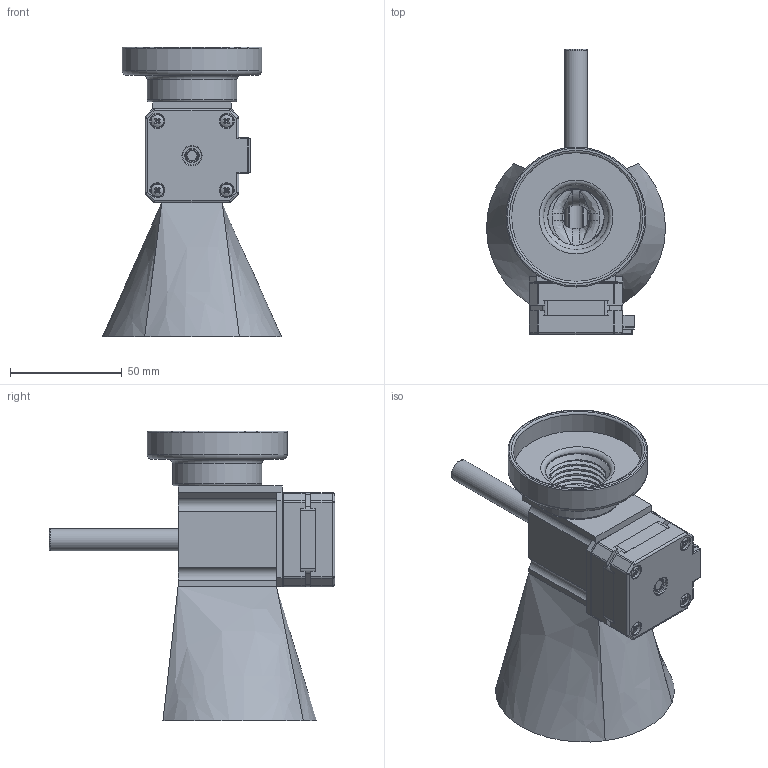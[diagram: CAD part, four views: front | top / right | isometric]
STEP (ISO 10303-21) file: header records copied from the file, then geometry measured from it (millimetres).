
FILE_DESCRIPTION(/* description */ (''),/* implementation_level */ '2;1');
FILE_NAME(/* name */ 'Trickler_Full.step',/* time_stamp */ '2023-08-30T21:50:16+02:00',/* author */ (''),/* organization */ (''),/* preprocessor_version */ 'ST-DEVELOPER v20',/* originating_system */ 'Autodesk Translation Framework v12.9.0.99',/* authorisation */ '');
FILE_SCHEMA (('AUTOMOTIVE_DESIGN { 1 0 10303 214 3 1 1 }'));
Length unit declared in the file: millimetre
Products named in the file (19): Base; PetMount_BaseVersion; 61900-2rs1; Feeder_10; NEMA 17; Body; Body001; Body002; Body003; M3x12-Screw; M3x12-Screw004; M3x12-Screw005; M3x12-Screw006; Body004; Body005; Body006; Array; Body007; Body008
Assembly tree (24 placements, depth 6):
  Base
    PetMount_BaseVersion
      61900-2rs1  x2
      Feeder_10
        NEMA 17
          Body
          Body001
          Body002
          Body003
          M3x12-Screw
          M3x12-Screw004
          M3x12-Screw005
          M3x12-Screw006
          Body004
          Body005
          Body006
          Array
            Body007  x6
          Body008
Bounding box: 79.98 x 127.56 x 129.5 mm (x, y, z)
Volume: 244158.7 mm3; surface area: 81081.3 mm2
Topology: 45 solids, 45 shells, 685 faces, 1636 edges, 1029 vertices
Faces by surface type: plane 346, cylinder 155, cone 73, torus 46, sphere 33, bspline 32
Full cylindrical faces by diameter (mm): 3 x20, 3.5 x4, 5 x5, 5.6 x4, 6.2 x4, 6.4 x2, 7.5 x2, 8.3 x1, 8.45 x2, 9.8 x2, 10 x5, 13.2 x4, 13.9 x4, 15 x3, 18.2 x4, 19.4 x8, 21 x2, 22 x3, 22.25 x2, 25.2 x4, 25.6 x1, 27.872 x1, 28.2 x4, 30 x1, 35 x1, 35.4 x1, 40 x1, 57.55 x1, 62.55 x1
Entity records: 22232 total; most frequent: CARTESIAN_POINT 7904, DIRECTION 2935, ORIENTED_EDGE 2790, EDGE_CURVE 1395, AXIS2_PLACEMENT_3D 1140, VERTEX_POINT 902, EDGE_LOOP 685, LINE 655
